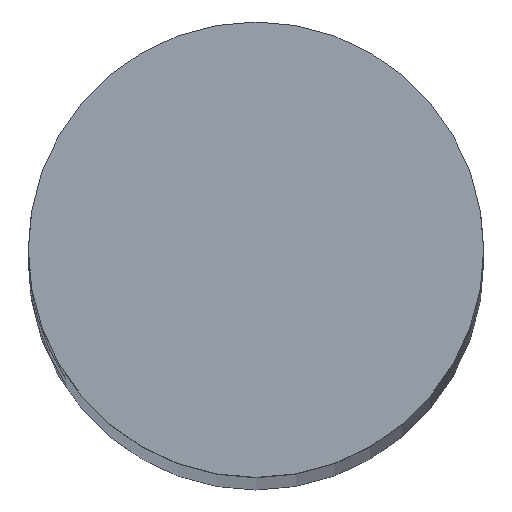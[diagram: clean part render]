
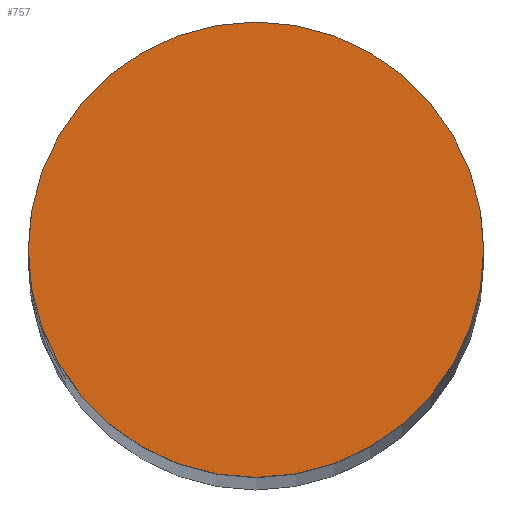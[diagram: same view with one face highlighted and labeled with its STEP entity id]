
A CAD part, top view. The second image highlights one B-rep face of the part: STEP entity #757.
In plain terms, the highlighted planar face has unit normal (0, 0, 1).
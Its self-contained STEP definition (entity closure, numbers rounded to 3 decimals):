
#28 = DIRECTION ( 'NONE',  ( 1., 0., 0. ) ) ;
#39 = ORIENTED_EDGE ( 'NONE', *, *, #329, .T. ) ;
#97 = CARTESIAN_POINT ( 'NONE',  ( 0., 0., 47.5 ) ) ;
#151 = CIRCLE ( 'NONE', #490, 3. ) ;
#215 = DIRECTION ( 'NONE',  ( 1., 0., 0. ) ) ;
#258 = ORIENTED_EDGE ( 'NONE', *, *, #728, .T. ) ;
#261 = DIRECTION ( 'NONE',  ( 0., 0., 1. ) ) ;
#295 = AXIS2_PLACEMENT_3D ( 'NONE', #614, #261, #398 ) ;
#329 = EDGE_CURVE ( 'NONE', #865, #767, #151, .T. ) ;
#347 = CARTESIAN_POINT ( 'NONE',  ( 3., 0., 47.5 ) ) ;
#349 = AXIS2_PLACEMENT_3D ( 'NONE', #97, #838, #215 ) ;
#398 = DIRECTION ( 'NONE',  ( 1., 0., 0. ) ) ;
#490 = AXIS2_PLACEMENT_3D ( 'NONE', #507, #497, #28 ) ;
#497 = DIRECTION ( 'NONE',  ( 0., 0., 1. ) ) ;
#507 = CARTESIAN_POINT ( 'NONE',  ( 0., 0., 47.5 ) ) ;
#558 = CARTESIAN_POINT ( 'NONE',  ( -3., 0., 47.5 ) ) ;
#614 = CARTESIAN_POINT ( 'NONE',  ( 0., 0., 47.5 ) ) ;
#616 = EDGE_LOOP ( 'NONE', ( #258, #39 ) ) ;
#622 = PLANE ( 'NONE',  #349 ) ;
#723 = FACE_OUTER_BOUND ( 'NONE', #616, .T. ) ;
#728 = EDGE_CURVE ( 'NONE', #767, #865, #753, .T. ) ;
#753 = CIRCLE ( 'NONE', #295, 3. ) ;
#757 = ADVANCED_FACE ( 'NONE', ( #723 ), #622, .T. ) ;
#767 = VERTEX_POINT ( 'NONE', #558 ) ;
#838 = DIRECTION ( 'NONE',  ( 0., 0., 1. ) ) ;
#865 = VERTEX_POINT ( 'NONE', #347 ) ;
